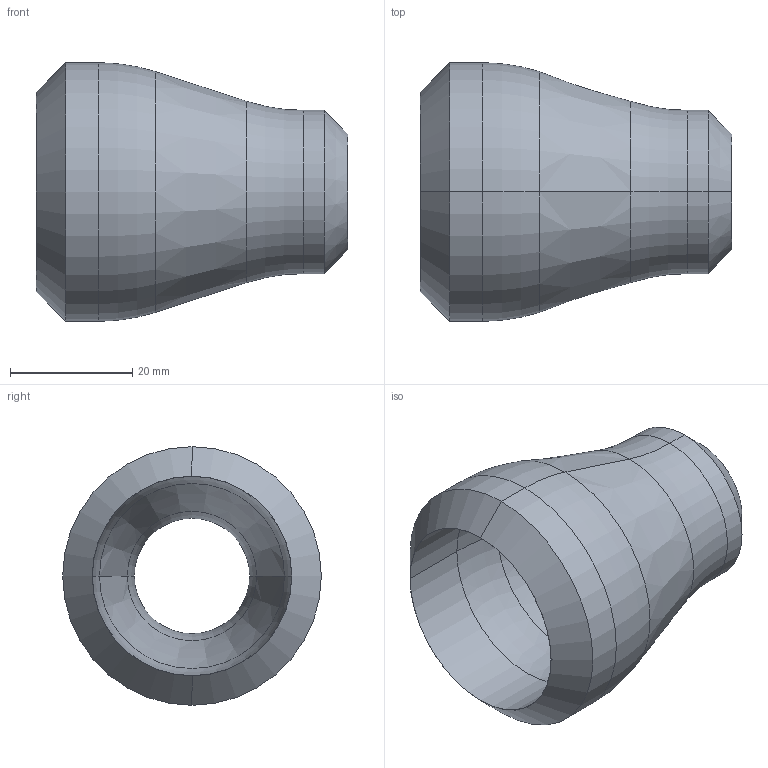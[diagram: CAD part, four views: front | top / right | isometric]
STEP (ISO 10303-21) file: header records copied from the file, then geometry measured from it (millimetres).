
FILE_DESCRIPTION (( 'STEP AP203' ), '1' );
FILE_NAME ('3D_R264_1 1-4x3-4X80S_173435165.STEP', '2024-08-22T14:11:04', ( '' ), ( '' ), 'SwSTEP 2.0', 'SolidWorks 2024', '' );
FILE_SCHEMA (( 'CONFIG_CONTROL_DESIGN' ));
Length unit declared in the file: millimetre
Products named in the file (1): 3D_R264_1 1-4x3-4X80S_173435165
Bounding box: 51 x 42.3 x 42.3 mm (x, y, z)
Volume: 19926.6 mm3; surface area: 10209.2 mm2
Topology: 1 solids, 1 shells, 26 faces, 52 edges, 28 vertices
Faces by surface type: cone 8, cylinder 8, torus 8, plane 2
Entity records: 753 total; most frequent: DIRECTION 142, CARTESIAN_POINT 107, ORIENTED_EDGE 104, AXIS2_PLACEMENT_3D 63, EDGE_CURVE 52, CIRCLE 36, VERTEX_POINT 28, EDGE_LOOP 28
